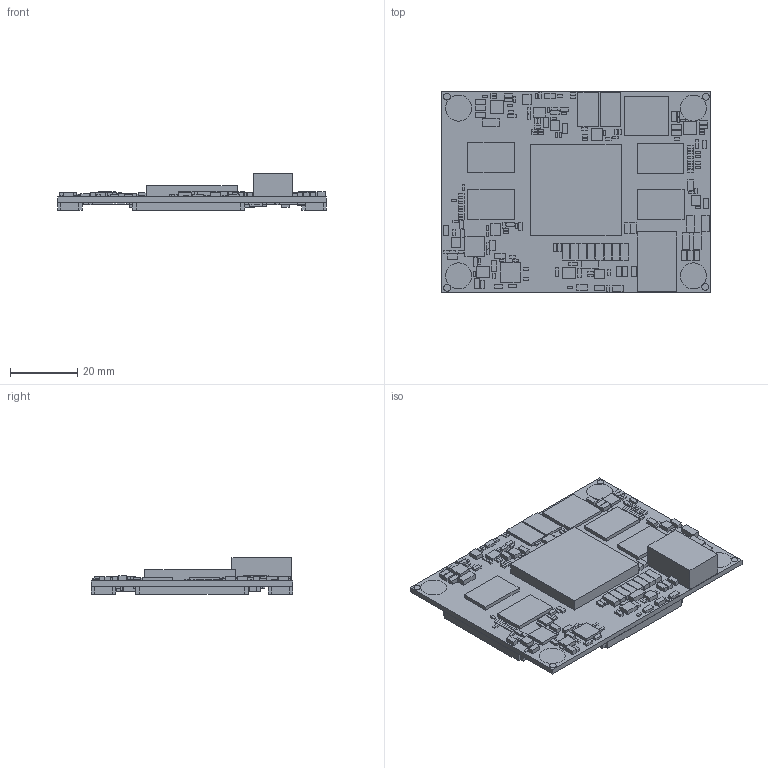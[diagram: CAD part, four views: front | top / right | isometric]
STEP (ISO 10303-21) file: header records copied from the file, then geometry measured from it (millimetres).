
FILE_DESCRIPTION(/* description */ ('PCB Design'),/* implementation_level */ '2;1');
FILE_NAME(/* name */ 'AC7Z035-step',/* time_stamp */ '2021-08-31T13:25:51+08:00',/* author */ ('ALINX-11'),/* organization */ (''),/* preprocessor_version */ 'ST-DEVELOPER v16',/* originating_system */ 'allegro_17.2S007',/* authorisation */ '');
FILE_SCHEMA (('AUTOMOTIVE_DESIGN { 1 0 10303 214 3 1 1 }'));
Length unit declared in the file: inch
Products named in the file (28): AC7Z035-STEP; BOARD_OUTLINE; COMPONENTS; OSC3_2X2_5; TCM811TERCTR; QFN20; MH_250H125; VFBGA; RR0402; R0603; MLP8; USIL-8; L0603; LED_0805; R0402; QFN100_17X11; FBGA_96; CC0402; C0603; C0805; C1206; C0402; AXK520137YG; OSC6-3225; FID_C40M80; FFG676; SOT-23-5; TPS51200DRCR
Assembly tree (530 placements, depth 3):
  AC7Z035-STEP
    BOARD_OUTLINE
    COMPONENTS
      OSC3_2X2_5
      TCM811TERCTR
      QFN20  x2
      MH_250H125  x4
      VFBGA
      RR0402
      R0603
      MLP8  x2
      USIL-8  x4
      L0603  x6
      LED_0805  x3
      R0402  x134
      QFN100_17X11
      FBGA_96  x4
      CC0402  x82
      C0603  x67
      C0805  x30
      C1206  x33
      C0402  x131
      AXK520137YG  x4
      OSC6-3225  x2
      FID_C40M80  x8
      FFG676
      SOT-23-5  x3
      TPS51200DRCR  x2
Bounding box: 80 x 60 x 10.9 mm (x, y, z)
Surface area: 23167.6 mm2 (no closed solid volume)
Topology: 0 solids, 529 shells, 3182 faces, 6901 edges, 4248 vertices
Faces by surface type: plane 3158, cylinder 24
Entity records: 9160 total; most frequent: DIRECTION 1505, AXIS2_PLACEMENT_3D 1228, CARTESIAN_POINT 809, ORIENTED_EDGE 648, PRODUCT_DEFINITION_SHAPE 558, ITEM_DEFINED_TRANSFORMATION 530, CONTEXT_DEPENDENT_SHAPE_REPRESENTATION 530, NEXT_ASSEMBLY_USAGE_OCCURRENCE 530
